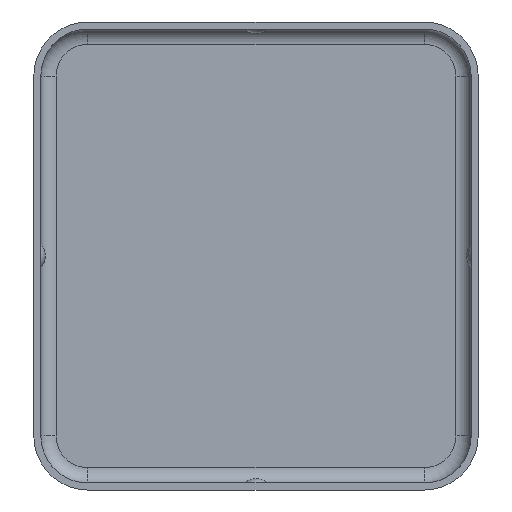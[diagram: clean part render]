
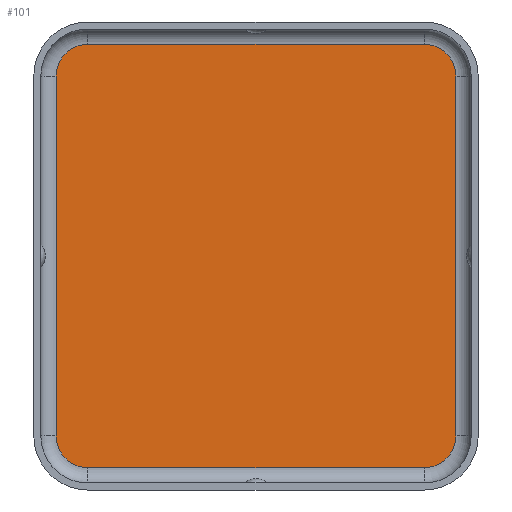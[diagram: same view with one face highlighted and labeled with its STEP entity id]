
A CAD part, front view. The second image highlights one B-rep face of the part: STEP entity #101.
In plain terms, the highlighted planar face has unit normal (0, -1, 0).
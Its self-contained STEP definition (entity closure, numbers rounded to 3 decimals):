
#101 = ADVANCED_FACE( 'NONE', ( #224 ), #225, .T. );
#224 = FACE_OUTER_BOUND( '', #369, .T. );
#225 = PLANE( '', #370 );
#369 = EDGE_LOOP( '', ( #588, #589, #590, #591, #592, #593, #594, #595 ) );
#370 = AXIS2_PLACEMENT_3D( '', #596, #597, #598 );
#588 = ORIENTED_EDGE( '', *, *, #870, .F. );
#589 = ORIENTED_EDGE( '', *, *, #871, .F. );
#590 = ORIENTED_EDGE( '', *, *, #872, .F. );
#591 = ORIENTED_EDGE( '', *, *, #873, .T. );
#592 = ORIENTED_EDGE( '', *, *, #874, .T. );
#593 = ORIENTED_EDGE( '', *, *, #836, .F. );
#594 = ORIENTED_EDGE( '', *, *, #861, .T. );
#595 = ORIENTED_EDGE( '', *, *, #854, .T. );
#596 = CARTESIAN_POINT( '', ( 7.15, 0., -7.65 ) );
#597 = DIRECTION( '', ( 0., -1., 0. ) );
#598 = DIRECTION( '', ( 0., 0., -1. ) );
#836 = EDGE_CURVE( 'NONE', #991, #993, #994, .T. );
#854 = EDGE_CURVE( 'NONE', #1019, #1017, #1020, .T. );
#861 = EDGE_CURVE( 'NONE', #991, #1019, #1029, .T. );
#870 = EDGE_CURVE( 'NONE', #1040, #1017, #1041, .T. );
#871 = EDGE_CURVE( 'NONE', #1042, #1040, #1043, .T. );
#872 = EDGE_CURVE( 'NONE', #1044, #1042, #1045, .T. );
#873 = EDGE_CURVE( 'NONE', #1044, #1046, #1047, .T. );
#874 = EDGE_CURVE( 'NONE', #1046, #993, #1048, .T. );
#991 = VERTEX_POINT( 'NONE', #1190 );
#993 = VERTEX_POINT( 'NONE', #1192 );
#994 = CIRCLE( '', #1193, 1.35 );
#1017 = VERTEX_POINT( 'NONE', #1221 );
#1019 = VERTEX_POINT( 'NONE', #1223 );
#1020 = CIRCLE( '', #1224, 1.35 );
#1029 = LINE( '', #1235, #1236 );
#1040 = VERTEX_POINT( 'NONE', #1249 );
#1041 = LINE( '', #1250, #1251 );
#1042 = VERTEX_POINT( 'NONE', #1252 );
#1043 = CIRCLE( '', #1253, 1.35 );
#1044 = VERTEX_POINT( 'NONE', #1254 );
#1045 = LINE( '', #1255, #1256 );
#1046 = VERTEX_POINT( 'NONE', #1257 );
#1047 = CIRCLE( '', #1258, 1.35 );
#1048 = LINE( '', #1259, #1260 );
#1190 = CARTESIAN_POINT( '', ( -8.5, 0., 7.65 ) );
#1192 = CARTESIAN_POINT( '', ( -7.15, 0., 9. ) );
#1193 = AXIS2_PLACEMENT_3D( '', #1403, #1404, #1405 );
#1221 = CARTESIAN_POINT( '', ( -7.15, 0., -9. ) );
#1223 = CARTESIAN_POINT( '', ( -8.5, 0., -7.65 ) );
#1224 = AXIS2_PLACEMENT_3D( '', #1432, #1433, #1434 );
#1235 = CARTESIAN_POINT( '', ( -8.5, 0., 0. ) );
#1236 = VECTOR( '', #1443, 1000. );
#1249 = CARTESIAN_POINT( '', ( 7.15, 0., -9. ) );
#1250 = CARTESIAN_POINT( '', ( 7.15, 0., -9. ) );
#1251 = VECTOR( '', #1455, 1000. );
#1252 = CARTESIAN_POINT( '', ( 8.5, 0., -7.65 ) );
#1253 = AXIS2_PLACEMENT_3D( '', #1456, #1457, #1458 );
#1254 = CARTESIAN_POINT( '', ( 8.5, 0., 7.65 ) );
#1255 = CARTESIAN_POINT( '', ( 8.5, 0., 0. ) );
#1256 = VECTOR( '', #1459, 1000. );
#1257 = CARTESIAN_POINT( '', ( 7.15, 0., 9. ) );
#1258 = AXIS2_PLACEMENT_3D( '', #1460, #1461, #1462 );
#1259 = CARTESIAN_POINT( '', ( 7.15, 0., 9. ) );
#1260 = VECTOR( '', #1463, 1000. );
#1403 = CARTESIAN_POINT( '', ( -7.15, 0., 7.65 ) );
#1404 = DIRECTION( '', ( 0., 1., 0. ) );
#1405 = DIRECTION( '', ( 0., 0., -1. ) );
#1432 = CARTESIAN_POINT( '', ( -7.15, 0., -7.65 ) );
#1433 = DIRECTION( '', ( 0., -1., 0. ) );
#1434 = DIRECTION( '', ( 0., 0., 1. ) );
#1443 = DIRECTION( '', ( 0., 0., -1. ) );
#1455 = DIRECTION( '', ( -1., 0., 0. ) );
#1456 = CARTESIAN_POINT( '', ( 7.15, 0., -7.65 ) );
#1457 = DIRECTION( '', ( 0., 1., 0. ) );
#1458 = DIRECTION( '', ( 0., 0., 1. ) );
#1459 = DIRECTION( '', ( 0., 0., -1. ) );
#1460 = CARTESIAN_POINT( '', ( 7.15, 0., 7.65 ) );
#1461 = DIRECTION( '', ( 0., -1., 0. ) );
#1462 = DIRECTION( '', ( 0., 0., -1. ) );
#1463 = DIRECTION( '', ( -1., 0., 0. ) );
